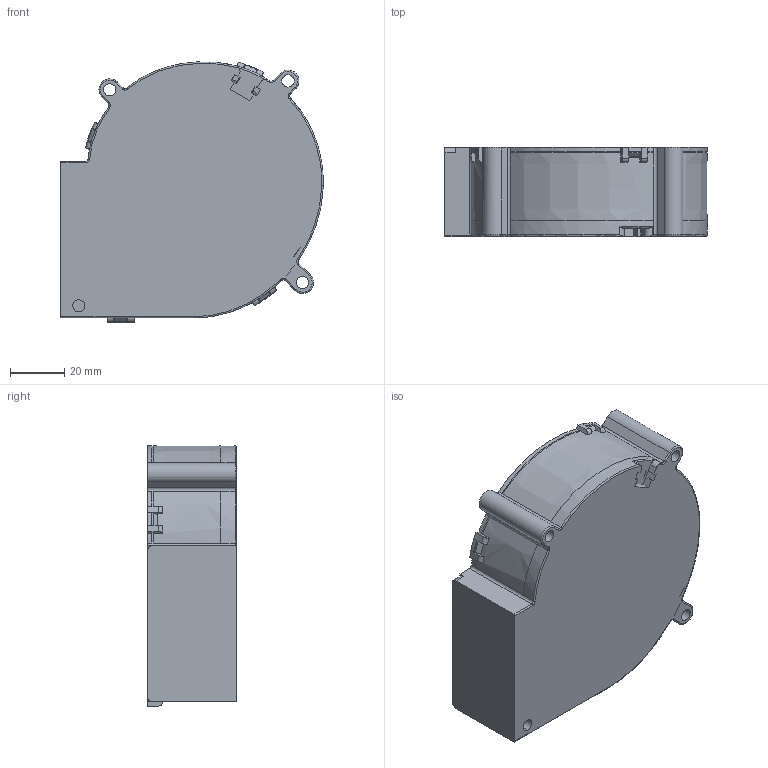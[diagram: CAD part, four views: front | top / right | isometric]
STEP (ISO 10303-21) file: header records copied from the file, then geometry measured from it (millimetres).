
FILE_DESCRIPTION((''),'2;1');
FILE_NAME('BUSHING_1','2022-02-25T11:27:10',('TIM.GC.LIU'),(''),'CREO PARAMETRIC BY PTC INC, 2020454','CREO PARAMETRIC BY PTC INC, 2020454','');
FILE_SCHEMA(('CONFIG_CONTROL_DESIGN'));
Length unit declared in the file: millimetre
Products named in the file (1): BUSHING_1
Bounding box: 96.58 x 32.7 x 95.77 mm (x, y, z)
Volume: 243233 mm3; surface area: 36936.3 mm2
Topology: 1 solids, 7 shells, 339 faces, 1012 edges, 673 vertices
Faces by surface type: plane 143, cylinder 132, extrusion 26, torus 18, cone 10, bspline 10
Entity records: 12606 total; most frequent: CARTESIAN_POINT 3351, ORIENTED_EDGE 2024, DIRECTION 1828, EDGE_CURVE 1012, VERTEX_POINT 673, AXIS2_PLACEMENT_3D 619, VECTOR 590, LINE 564
